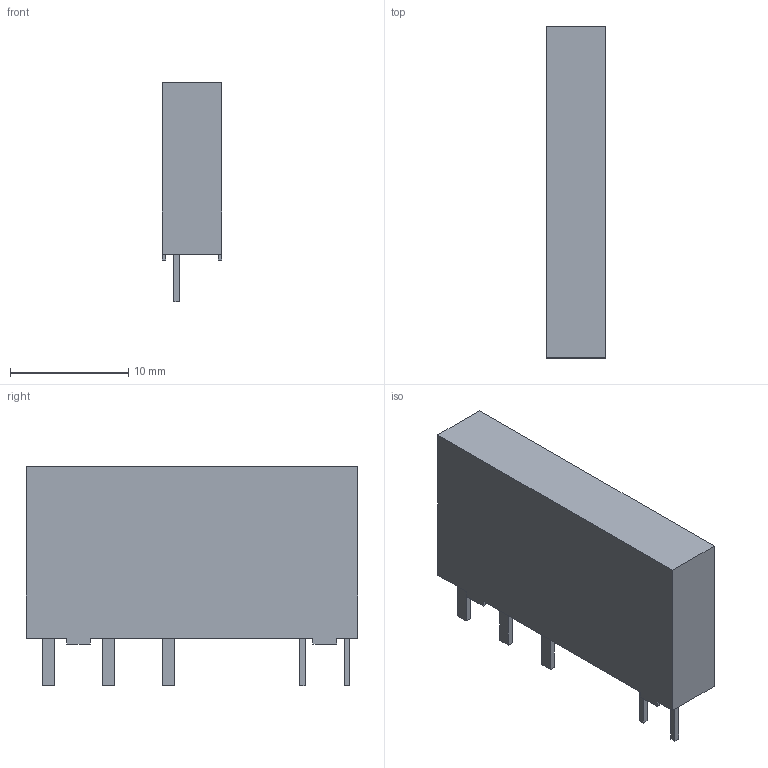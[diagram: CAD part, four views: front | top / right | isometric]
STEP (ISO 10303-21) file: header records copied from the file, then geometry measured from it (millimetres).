
FILE_DESCRIPTION(('Creo Elements/Direct Modeling STEP Export'),'2;1');
FILE_NAME('model.stp','2021-06-02T 7:58:59',(''),(''),'Creo Elements/Direct Modeling STEP processor for AP214 (Solid Model)','Creo Elements/Direct Modeling 20.1D 10-Oct-2020 (C) Parametric Technology GmbH','');
FILE_SCHEMA(('AUTOMOTIVE_DESIGN { 1 0 10303 214 1 1 1 1 }'));
Length unit declared in the file: millimetre
Products named in the file (2): REL-MR-...DC_21..._28x15x5-select
Assembly tree (1 placements, depth 2):
  REL-MR-...DC_21..._28x15x5-select
    REL-MR-...DC_21..._28x15x5-select
Bounding box: 5 x 28 x 18.5 mm (x, y, z)
Volume: 2038.8 mm3; surface area: 1296.9 mm2
Topology: 1 solids, 1 shells, 47 faces, 120 edges, 80 vertices
Faces by surface type: plane 47
Entity records: 1593 total; most frequent: ORIENTED_EDGE 240, CARTESIAN_POINT 239, DIRECTION 202, EDGE_CURVE 120, VECTOR 116, LINE 116, VERTEX_POINT 80, EDGE_LOOP 52
